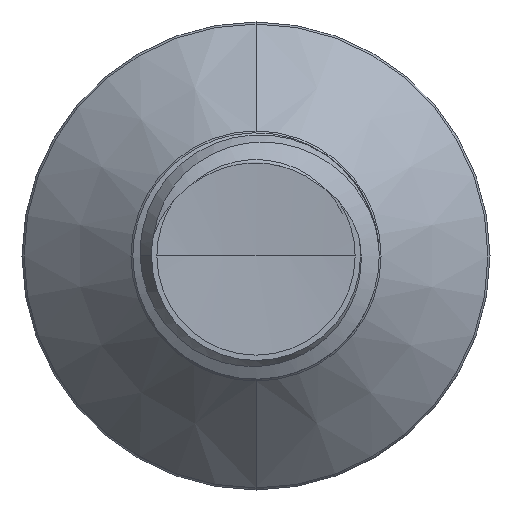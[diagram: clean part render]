
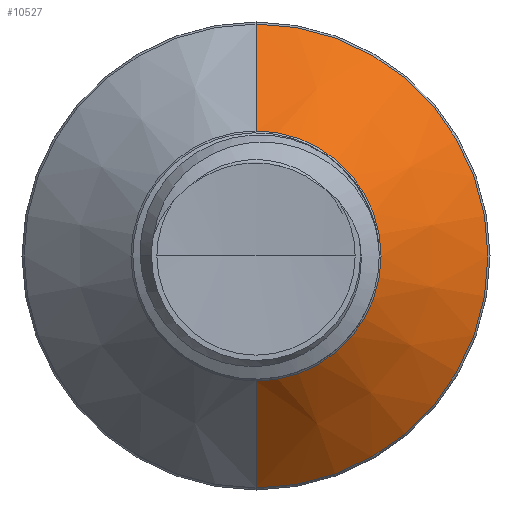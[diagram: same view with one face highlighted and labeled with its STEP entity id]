
A CAD part, front view. The second image highlights one B-rep face of the part: STEP entity #10527.
In plain terms, the highlighted conical face has half-angle 45 degrees and reference radius 1.016 mm.
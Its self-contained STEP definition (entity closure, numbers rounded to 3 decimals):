
#717 = CARTESIAN_POINT ( 'NONE',  ( 0., 2.046, 0. ) ) ;
#876 = ORIENTED_EDGE ( 'NONE', *, *, #5762, .T. ) ;
#1732 = VERTEX_POINT ( 'NONE', #3003 ) ;
#2151 = AXIS2_PLACEMENT_3D ( 'NONE', #5654, #12761, #6665 ) ;
#2462 = CARTESIAN_POINT ( 'NONE',  ( 0., 2.914, 0. ) ) ;
#2983 = CARTESIAN_POINT ( 'NONE',  ( 0., 2.046, -1.016 ) ) ;
#3003 = CARTESIAN_POINT ( 'NONE',  ( 0., 2.914, -1.883 ) ) ;
#3308 = EDGE_CURVE ( 'NONE', #11705, #10980, #5166, .T. ) ;
#3485 = DIRECTION ( 'NONE',  ( 0., 0., 1. ) ) ;
#3986 = DIRECTION ( 'NONE',  ( 0., 0.707, -0.707 ) ) ;
#4119 = EDGE_CURVE ( 'NONE', #11705, #12182, #8954, .T. ) ;
#4450 = EDGE_LOOP ( 'NONE', ( #8311, #876, #9256, #12281 ) ) ;
#4663 = FACE_OUTER_BOUND ( 'NONE', #4450, .T. ) ;
#5051 = EDGE_CURVE ( 'NONE', #12182, #1732, #10536, .T. ) ;
#5140 = CARTESIAN_POINT ( 'NONE',  ( 0., 2.046, -1.016 ) ) ;
#5166 = CIRCLE ( 'NONE', #2151, 1.016 ) ;
#5654 = CARTESIAN_POINT ( 'NONE',  ( 0., 2.046, 0. ) ) ;
#5762 = EDGE_CURVE ( 'NONE', #10980, #1732, #5956, .T. ) ;
#5956 = LINE ( 'NONE', #2983, #8327 ) ;
#6665 = DIRECTION ( 'NONE',  ( 0., 0., 1. ) ) ;
#7780 = CARTESIAN_POINT ( 'NONE',  ( 0., 2.046, 1.016 ) ) ;
#7782 = DIRECTION ( 'NONE',  ( 0., 1., 0. ) ) ;
#8311 = ORIENTED_EDGE ( 'NONE', *, *, #3308, .T. ) ;
#8327 = VECTOR ( 'NONE', #3986, 1000. ) ;
#8954 = LINE ( 'NONE', #7780, #12310 ) ;
#9256 = ORIENTED_EDGE ( 'NONE', *, *, #5051, .F. ) ;
#9384 = CONICAL_SURFACE ( 'NONE', #11985, 1.016, 0.785 ) ;
#9467 = DIRECTION ( 'NONE',  ( 0., 0.707, 0.707 ) ) ;
#9512 = DIRECTION ( 'NONE',  ( 0., 1., 0. ) ) ;
#9718 = DIRECTION ( 'NONE',  ( 0., 0., 1. ) ) ;
#10174 = AXIS2_PLACEMENT_3D ( 'NONE', #2462, #9512, #3485 ) ;
#10527 = ADVANCED_FACE ( 'NONE', ( #4663 ), #9384, .T. ) ;
#10536 = CIRCLE ( 'NONE', #10174, 1.883 ) ;
#10980 = VERTEX_POINT ( 'NONE', #5140 ) ;
#11163 = CARTESIAN_POINT ( 'NONE',  ( 0., 2.046, 1.016 ) ) ;
#11705 = VERTEX_POINT ( 'NONE', #11163 ) ;
#11985 = AXIS2_PLACEMENT_3D ( 'NONE', #717, #7782, #9718 ) ;
#12182 = VERTEX_POINT ( 'NONE', #12813 ) ;
#12281 = ORIENTED_EDGE ( 'NONE', *, *, #4119, .F. ) ;
#12310 = VECTOR ( 'NONE', #9467, 1000. ) ;
#12761 = DIRECTION ( 'NONE',  ( 0., 1., 0. ) ) ;
#12813 = CARTESIAN_POINT ( 'NONE',  ( 0., 2.914, 1.883 ) ) ;
